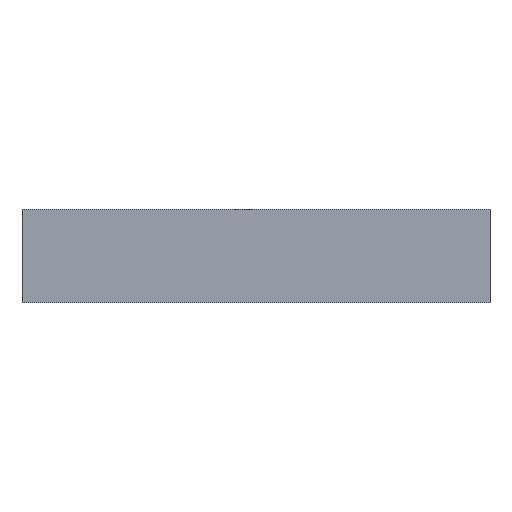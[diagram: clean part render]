
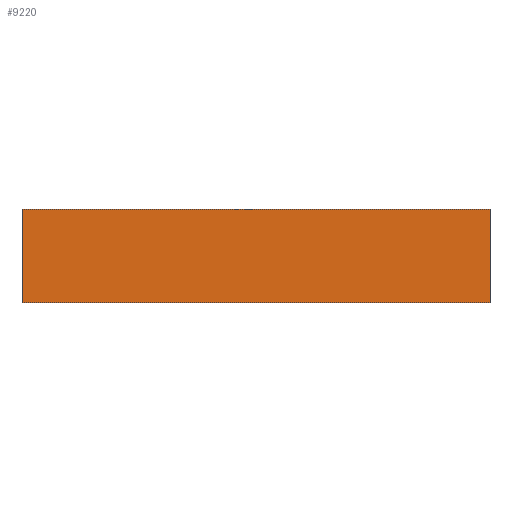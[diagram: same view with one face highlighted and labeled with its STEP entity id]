
A CAD part, top view. The second image highlights one B-rep face of the part: STEP entity #9220.
In plain terms, the highlighted planar face has unit normal (0, 0, 1).
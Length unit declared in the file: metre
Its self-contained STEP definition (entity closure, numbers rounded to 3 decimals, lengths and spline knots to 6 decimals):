
#9100 = CARTESIAN_POINT('origin',(0.0,0.0,0.0));
#9101 = DIRECTION('DirX',(1.0,0.0,0.0));
#9102 = DIRECTION('DirY',(0.0,1.0,0.0));
#9103 = DIRECTION('DirZ',(0.0,0.0,1.0));
#9112 = AXIS2_PLACEMENT_3D('Ax2P3DPL',#9100,#9103,#9101);
#9120 = PLANE('PlaneXY',#9112);
#9133 = CARTESIAN_POINT('PtC',(0.0,-1.0,0.0));
#9134 = VERTEX_POINT('VertPtC',#9133);
#9135 = CARTESIAN_POINT('PtD',(0.0,1.0,0.0));
#9136 = VERTEX_POINT('VertPtD',#9135);
#9141 = CARTESIAN_POINT('PtG',(10.0,-1.0,0.0));
#9142 = VERTEX_POINT('VertPtG',#9141);
#9143 = CARTESIAN_POINT('PtH',(10.0,1.0,0.0));
#9144 = VERTEX_POINT('VertPtH',#9143);
#9160 = VECTOR('Xvec',#9101, 10.0);
#9161 = VECTOR('Yvec',#9102, 2.0);
#9166 = LINE('lineCD', #9133, #9161);
#9167 = EDGE_CURVE('EdgeCD',#9134,#9136,#9166,.T.);
#9172 = LINE('lineCG', #9133, #9160);
#9173 = EDGE_CURVE('EdgeCG',#9134,#9142,#9172,.T.);
#9174 = LINE('lineDH', #9135, #9160);
#9175 = EDGE_CURVE('EdgeDH',#9136,#9144,#9174,.T.);
#9180 = LINE('lineGH', #9141, #9161);
#9181 = EDGE_CURVE('EdgeGH',#9142,#9144,#9180,.T.);
#9188 = ORIENTED_EDGE('DHF',*,*,#9175,.F.);
#9189 = ORIENTED_EDGE('CDF',*,*,#9167,.F.);
#9190 = ORIENTED_EDGE('CGT',*,*,#9173,.T.);
#9191 = ORIENTED_EDGE('GHT',*,*,#9181,.T.);
#9204 = EDGE_LOOP('ELHDCG',(#9188,#9189,#9190,#9191));
#9210 = FACE_OUTER_BOUND('Horizfb',#9204,.T.);
#9220 = ADVANCED_FACE('HorizFace',(#9210),#9120,.T.);
